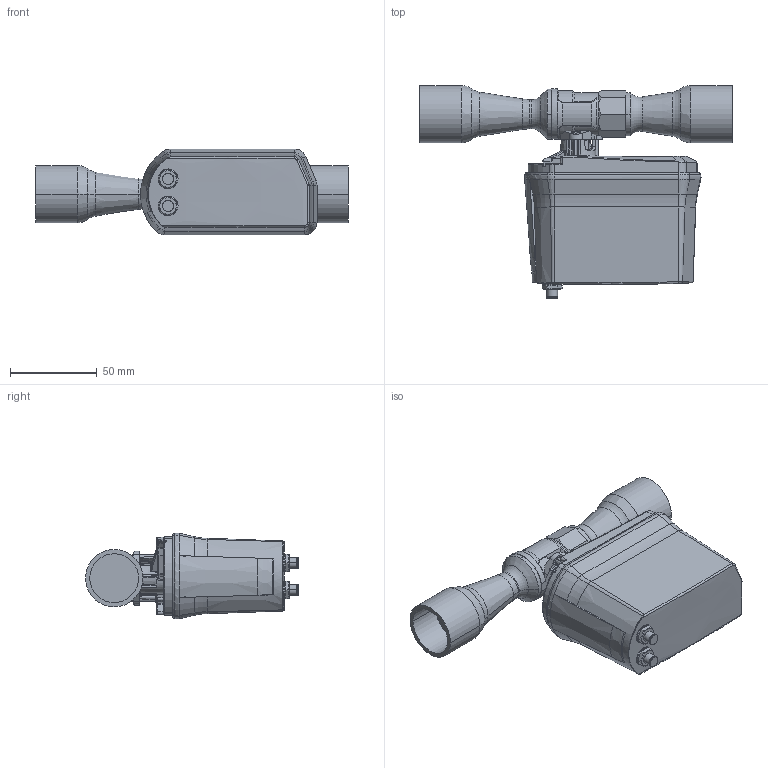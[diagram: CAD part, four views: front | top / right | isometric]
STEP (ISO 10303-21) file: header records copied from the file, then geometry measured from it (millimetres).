
FILE_DESCRIPTION((''),'2;1');
FILE_NAME('ATTUATORE1_VALVOLA_EXR10D28D28','2023-07-07T09:08:28',('massimo'),('ZETA 4'),'CREO PARAMETRIC BY PTC INC, 2022162','CREO PARAMETRIC BY PTC INC, 2022162','');
FILE_SCHEMA(('AUTOMOTIVE_DESIGN { 1 0 10303 214 1 1 1 1 }'));
Length unit declared in the file: millimetre
Products named in the file (1): ATTUATORE1_VALVOLA_EXR10D28D28
Bounding box: 180 x 122.6 x 49.5 mm (x, y, z)
Volume: 373014.8 mm3; surface area: 53737.9 mm2
Topology: 1 solids, 2 shells, 857 faces, 2210 edges, 1326 vertices
Faces by surface type: bspline 220, plane 190, cylinder 160, cone 141, torus 107, sphere 22, extrusion 17
Entity records: 40203 total; most frequent: CARTESIAN_POINT 20276, ORIENTED_EDGE 4358, DIRECTION 3253, EDGE_CURVE 2179, VERTEX_POINT 1326, AXIS2_PLACEMENT_3D 1318, B_SPLINE_CURVE_WITH_KNOTS 898, EDGE_LOOP 877
